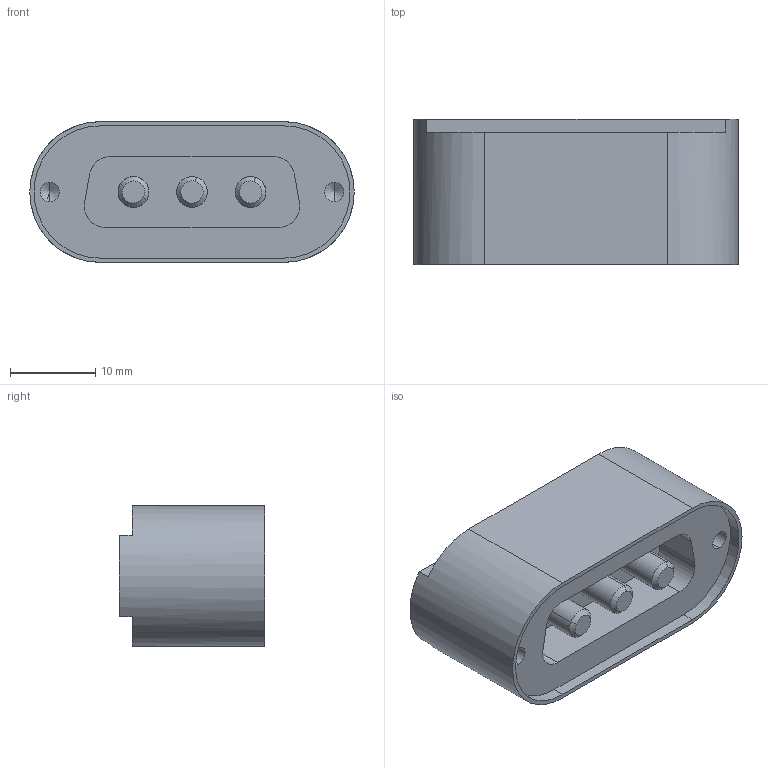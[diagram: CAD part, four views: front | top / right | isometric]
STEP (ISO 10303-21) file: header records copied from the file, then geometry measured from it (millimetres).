
FILE_DESCRIPTION (( 'STEP AP214' ), '1' );
FILE_NAME ('218-X15-3P.STEP', '2019-11-20T10:49:50', ( 'allectra' ), ( 'Microsoft' ), 'SwSTEP 2.0', 'SolidWorks 2014', '' );
FILE_SCHEMA (( 'AUTOMOTIVE_DESIGN' ));
Length unit declared in the file: millimetre
Products named in the file (3): 9212-POWER-PIN-FENI-CU_vergoldet; 9218-X-X_ 218-X15-3P  Logo-HC; 218-X15-3P
Assembly tree (4 placements, depth 2):
  218-X15-3P
    9218-X-X_ 218-X15-3P  Logo-HC
    9212-POWER-PIN-FENI-CU_vergoldet  x3
Bounding box: 38 x 17 x 16.5 mm (x, y, z)
Volume: 6348.3 mm3; surface area: 4436.8 mm2
Topology: 4 solids, 4 shells, 304 faces, 796 edges, 520 vertices
Faces by surface type: plane 171, cylinder 76, bspline 37, cone 20
Entity records: 10632 total; most frequent: CARTESIAN_POINT 3460, ORIENTED_EDGE 1520, DIRECTION 1354, EDGE_CURVE 760, VECTOR 534, LINE 534, VERTEX_POINT 504, AXIS2_PLACEMENT_3D 410
